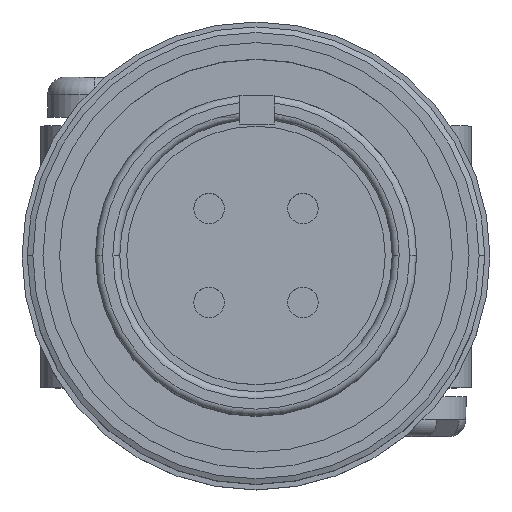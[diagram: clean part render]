
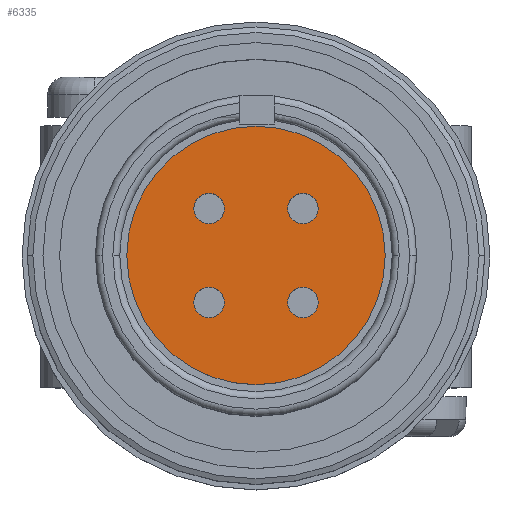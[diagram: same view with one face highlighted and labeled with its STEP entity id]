
A CAD part, top view. The second image highlights one B-rep face of the part: STEP entity #6335.
In plain terms, the highlighted planar face has unit normal (0, 0, 1).
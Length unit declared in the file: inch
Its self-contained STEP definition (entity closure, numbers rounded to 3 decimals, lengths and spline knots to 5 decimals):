
#320 = FACE_BOUND ( 'NONE', #2086, .T. ) ;
#332 = FACE_BOUND ( 'NONE', #2083, .T. ) ;
#336 = FACE_BOUND ( 'NONE', #2085, .T. ) ;
#337 = FACE_OUTER_BOUND ( 'NONE', #2072, .T. ) ;
#341 = FACE_BOUND ( 'NONE', #2077, .T. ) ;
#2072 = EDGE_LOOP ( 'NONE', ( #7482, #7481 ) ) ;
#2077 = EDGE_LOOP ( 'NONE', ( #7488, #7487 ) ) ;
#2083 = EDGE_LOOP ( 'NONE', ( #7484, #7483 ) ) ;
#2085 = EDGE_LOOP ( 'NONE', ( #7490, #7489 ) ) ;
#2086 = EDGE_LOOP ( 'NONE', ( #7486, #7485 ) ) ;
#2442 = CIRCLE ( 'NONE', #4101, 0.04356 ) ;
#2443 = CIRCLE ( 'NONE', #4098, 0.04356 ) ;
#2445 = CIRCLE ( 'NONE', #4099, 0.04356 ) ;
#2792 = EDGE_CURVE ( 'NONE', #3203, #3217, #2442, .T. ) ;
#2796 = EDGE_CURVE ( 'NONE', #10384, #3201, #2445, .T. ) ;
#2797 = EDGE_CURVE ( 'NONE', #10344, #3214, #2443, .T. ) ;
#3201 = VERTEX_POINT ( 'NONE', #6810 ) ;
#3203 = VERTEX_POINT ( 'NONE', #6812 ) ;
#3214 = VERTEX_POINT ( 'NONE', #6823 ) ;
#3217 = VERTEX_POINT ( 'NONE', #6826 ) ;
#3999 = AXIS2_PLACEMENT_3D ( 'NONE', #10683, #10684, #10685 ) ;
#4098 = AXIS2_PLACEMENT_3D ( 'NONE', #6782, #6783, #6784 ) ;
#4099 = AXIS2_PLACEMENT_3D ( 'NONE', #6779, #6780, #6781 ) ;
#4101 = AXIS2_PLACEMENT_3D ( 'NONE', #6768, #6769, #6770 ) ;
#4354 = DIRECTION ( 'NONE',  ( 0., 0., 1. ) ) ;
#4361 = PLANE ( 'NONE',  #7678 ) ;
#4363 = CARTESIAN_POINT ( 'NONE',  ( -0.37, 0., 4.41815 ) ) ;
#4365 = DIRECTION ( 'NONE',  ( 1., 0., 0. ) ) ;
#5053 = CIRCLE ( 'NONE', #7750, 0.37 ) ;
#5056 = CIRCLE ( 'NONE', #7746, 0.04356 ) ;
#5057 = CIRCLE ( 'NONE', #7748, 0.04356 ) ;
#5058 = CIRCLE ( 'NONE', #7745, 0.04356 ) ;
#5059 = CIRCLE ( 'NONE', #7744, 0.04356 ) ;
#5516 = CARTESIAN_POINT ( 'NONE',  ( 0., 0., 4.41815 ) ) ;
#5517 = DIRECTION ( 'NONE',  ( 0., 0., -1. ) ) ;
#5518 = DIRECTION ( 'NONE',  ( -1., 0., 0. ) ) ;
#5519 = CARTESIAN_POINT ( 'NONE',  ( -0.13435, -0.13435, 4.41815 ) ) ;
#5520 = DIRECTION ( 'NONE',  ( 0., 0., 1. ) ) ;
#5521 = DIRECTION ( 'NONE',  ( 1., 0., 0. ) ) ;
#5522 = CARTESIAN_POINT ( 'NONE',  ( 0.13435, -0.13435, 4.41815 ) ) ;
#5523 = DIRECTION ( 'NONE',  ( 0., 0., 1. ) ) ;
#5524 = DIRECTION ( 'NONE',  ( 1., 0., 0. ) ) ;
#5525 = CARTESIAN_POINT ( 'NONE',  ( 0.13435, 0.13435, 4.41815 ) ) ;
#5526 = DIRECTION ( 'NONE',  ( 0., 0., 1. ) ) ;
#5527 = DIRECTION ( 'NONE',  ( 1., 0., 0. ) ) ;
#5528 = CARTESIAN_POINT ( 'NONE',  ( -0.13435, 0.13435, 4.41815 ) ) ;
#5529 = DIRECTION ( 'NONE',  ( 0., 0., 1. ) ) ;
#5530 = DIRECTION ( 'NONE',  ( 1., 0., 0. ) ) ;
#5590 = CARTESIAN_POINT ( 'NONE',  ( -0.13435, -0.13435, 4.41815 ) ) ;
#5591 = DIRECTION ( 'NONE',  ( 0., 0., 1. ) ) ;
#5592 = DIRECTION ( 'NONE',  ( 1., 0., 0. ) ) ;
#5594 = CARTESIAN_POINT ( 'NONE',  ( 0.09079, -0.13435, 4.41815 ) ) ;
#5595 = CARTESIAN_POINT ( 'NONE',  ( -0.09079, -0.13435, 4.41815 ) ) ;
#5603 = CARTESIAN_POINT ( 'NONE',  ( -0.37, 0., 4.41815 ) ) ;
#5604 = CARTESIAN_POINT ( 'NONE',  ( 0.37, 0., 4.41815 ) ) ;
#5610 = CARTESIAN_POINT ( 'NONE',  ( -0.17791, -0.13435, 4.41815 ) ) ;
#5615 = CARTESIAN_POINT ( 'NONE',  ( 0.09079, 0.13435, 4.41815 ) ) ;
#5861 = EDGE_CURVE ( 'NONE', #10359, #10361, #7376, .T. ) ;
#6335 = ADVANCED_FACE ( 'NONE', ( #336, #341, #320, #332, #337 ), #4361, .T. ) ;
#6768 = CARTESIAN_POINT ( 'NONE',  ( -0.13435, 0.13435, 4.41815 ) ) ;
#6769 = DIRECTION ( 'NONE',  ( 0., 0., 1. ) ) ;
#6770 = DIRECTION ( 'NONE',  ( 1., 0., 0. ) ) ;
#6779 = CARTESIAN_POINT ( 'NONE',  ( 0.13435, 0.13435, 4.41815 ) ) ;
#6780 = DIRECTION ( 'NONE',  ( 0., 0., 1. ) ) ;
#6781 = DIRECTION ( 'NONE',  ( 1., 0., 0. ) ) ;
#6782 = CARTESIAN_POINT ( 'NONE',  ( 0.13435, -0.13435, 4.41815 ) ) ;
#6783 = DIRECTION ( 'NONE',  ( 0., 0., 1. ) ) ;
#6784 = DIRECTION ( 'NONE',  ( 1., 0., 0. ) ) ;
#6810 = CARTESIAN_POINT ( 'NONE',  ( 0.17791, 0.13435, 4.41815 ) ) ;
#6812 = CARTESIAN_POINT ( 'NONE',  ( -0.17791, 0.13435, 4.41815 ) ) ;
#6823 = CARTESIAN_POINT ( 'NONE',  ( 0.17791, -0.13435, 4.41815 ) ) ;
#6826 = CARTESIAN_POINT ( 'NONE',  ( -0.09079, 0.13435, 4.41815 ) ) ;
#7376 = CIRCLE ( 'NONE', #3999, 0.37 ) ;
#7481 = ORIENTED_EDGE ( 'NONE', *, *, #9891, .F. ) ;
#7482 = ORIENTED_EDGE ( 'NONE', *, *, #5861, .F. ) ;
#7483 = ORIENTED_EDGE ( 'NONE', *, *, #2792, .F. ) ;
#7484 = ORIENTED_EDGE ( 'NONE', *, *, #9899, .F. ) ;
#7485 = ORIENTED_EDGE ( 'NONE', *, *, #2796, .F. ) ;
#7486 = ORIENTED_EDGE ( 'NONE', *, *, #9897, .F. ) ;
#7487 = ORIENTED_EDGE ( 'NONE', *, *, #2797, .F. ) ;
#7488 = ORIENTED_EDGE ( 'NONE', *, *, #9895, .F. ) ;
#7489 = ORIENTED_EDGE ( 'NONE', *, *, #9950, .F. ) ;
#7490 = ORIENTED_EDGE ( 'NONE', *, *, #9893, .F. ) ;
#7678 = AXIS2_PLACEMENT_3D ( 'NONE', #4363, #4354, #4365 ) ;
#7723 = AXIS2_PLACEMENT_3D ( 'NONE', #5590, #5591, #5592 ) ;
#7744 = AXIS2_PLACEMENT_3D ( 'NONE', #5528, #5529, #5530 ) ;
#7745 = AXIS2_PLACEMENT_3D ( 'NONE', #5525, #5526, #5527 ) ;
#7746 = AXIS2_PLACEMENT_3D ( 'NONE', #5522, #5523, #5524 ) ;
#7748 = AXIS2_PLACEMENT_3D ( 'NONE', #5519, #5520, #5521 ) ;
#7750 = AXIS2_PLACEMENT_3D ( 'NONE', #5516, #5517, #5518 ) ;
#9317 = CIRCLE ( 'NONE', #7723, 0.04356 ) ;
#9891 = EDGE_CURVE ( 'NONE', #10361, #10359, #5053, .T. ) ;
#9893 = EDGE_CURVE ( 'NONE', #10346, #10374, #5057, .T. ) ;
#9895 = EDGE_CURVE ( 'NONE', #3214, #10344, #5056, .T. ) ;
#9897 = EDGE_CURVE ( 'NONE', #3201, #10384, #5058, .T. ) ;
#9899 = EDGE_CURVE ( 'NONE', #3217, #3203, #5059, .T. ) ;
#9950 = EDGE_CURVE ( 'NONE', #10374, #10346, #9317, .T. ) ;
#10344 = VERTEX_POINT ( 'NONE', #5594 ) ;
#10346 = VERTEX_POINT ( 'NONE', #5595 ) ;
#10359 = VERTEX_POINT ( 'NONE', #5603 ) ;
#10361 = VERTEX_POINT ( 'NONE', #5604 ) ;
#10374 = VERTEX_POINT ( 'NONE', #5610 ) ;
#10384 = VERTEX_POINT ( 'NONE', #5615 ) ;
#10683 = CARTESIAN_POINT ( 'NONE',  ( 0., 0., 4.41815 ) ) ;
#10684 = DIRECTION ( 'NONE',  ( 0., 0., -1. ) ) ;
#10685 = DIRECTION ( 'NONE',  ( -1., 0., 0. ) ) ;
